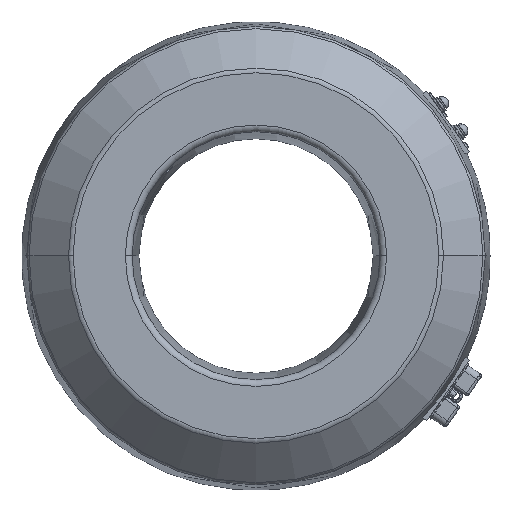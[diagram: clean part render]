
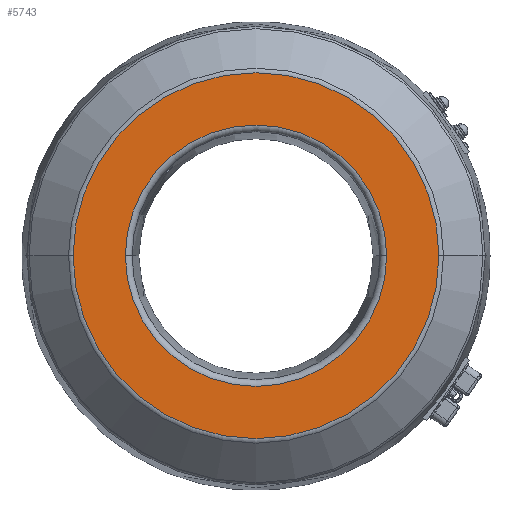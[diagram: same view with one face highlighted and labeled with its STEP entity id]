
A CAD part, top view. The second image highlights one B-rep face of the part: STEP entity #5743.
In plain terms, the highlighted planar face has unit normal (0, 0, 1).
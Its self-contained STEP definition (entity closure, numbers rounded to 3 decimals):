
#156 = EDGE_CURVE ( 'NONE', #8046, #8017, #5225, .T. ) ;
#181 = EDGE_CURVE ( 'NONE', #8061, #8010, #5300, .T. ) ;
#281 = AXIS2_PLACEMENT_3D ( 'NONE', #2062, #2157, #2115 ) ;
#303 = AXIS2_PLACEMENT_3D ( 'NONE', #2302, #2306, #2254 ) ;
#374 = AXIS2_PLACEMENT_3D ( 'NONE', #2731, #2699, #2711 ) ;
#451 = AXIS2_PLACEMENT_3D ( 'NONE', #10647, #10630, #10636 ) ;
#523 = AXIS2_PLACEMENT_3D ( 'NONE', #2808, #2838, #2818 ) ;
#2062 = CARTESIAN_POINT ( 'NONE',  ( 0., 0., 130. ) ) ;
#2115 = DIRECTION ( 'NONE',  ( 1., 0., 0. ) ) ;
#2157 = DIRECTION ( 'NONE',  ( 0., 0., -1. ) ) ;
#2254 = DIRECTION ( 'NONE',  ( 1., 0., 0. ) ) ;
#2302 = CARTESIAN_POINT ( 'NONE',  ( 0., 0., 130. ) ) ;
#2306 = DIRECTION ( 'NONE',  ( 0., 0., 1. ) ) ;
#2699 = DIRECTION ( 'NONE',  ( 0., 0., 1. ) ) ;
#2711 = DIRECTION ( 'NONE',  ( 1., 0., 0. ) ) ;
#2731 = CARTESIAN_POINT ( 'NONE',  ( 0., 0., 130. ) ) ;
#2808 = CARTESIAN_POINT ( 'NONE',  ( 0., 0., 130. ) ) ;
#2818 = DIRECTION ( 'NONE',  ( 1., 0., 0. ) ) ;
#2838 = DIRECTION ( 'NONE',  ( 0., 0., -1. ) ) ;
#3454 = CIRCLE ( 'NONE', #374, 136.544 ) ;
#3480 = CIRCLE ( 'NONE', #523, 97.525 ) ;
#3804 = FACE_OUTER_BOUND ( 'NONE', #6814, .T. ) ;
#3809 = FACE_BOUND ( 'NONE', #6235, .T. ) ;
#4400 = ORIENTED_EDGE ( 'NONE', *, *, #181, .T. ) ;
#4403 = ORIENTED_EDGE ( 'NONE', *, *, #10108, .T. ) ;
#4412 = ORIENTED_EDGE ( 'NONE', *, *, #10079, .T. ) ;
#5225 = CIRCLE ( 'NONE', #281, 97.525 ) ;
#5300 = CIRCLE ( 'NONE', #303, 136.544 ) ;
#5743 = ADVANCED_FACE ( 'NONE', ( #3804, #3809 ), #10628, .T. ) ;
#6235 = EDGE_LOOP ( 'NONE', ( #6534, #4403 ) ) ;
#6534 = ORIENTED_EDGE ( 'NONE', *, *, #156, .T. ) ;
#6814 = EDGE_LOOP ( 'NONE', ( #4412, #4400 ) ) ;
#8010 = VERTEX_POINT ( 'NONE', #9755 ) ;
#8017 = VERTEX_POINT ( 'NONE', #9789 ) ;
#8046 = VERTEX_POINT ( 'NONE', #8405 ) ;
#8061 = VERTEX_POINT ( 'NONE', #8402 ) ;
#8402 = CARTESIAN_POINT ( 'NONE',  ( -136.544, 0., 130. ) ) ;
#8405 = CARTESIAN_POINT ( 'NONE',  ( 97.525, 0., 130. ) ) ;
#9755 = CARTESIAN_POINT ( 'NONE',  ( 136.544, 0., 130. ) ) ;
#9789 = CARTESIAN_POINT ( 'NONE',  ( -97.525, 0., 130. ) ) ;
#10079 = EDGE_CURVE ( 'NONE', #8010, #8061, #3454, .T. ) ;
#10108 = EDGE_CURVE ( 'NONE', #8017, #8046, #3480, .T. ) ;
#10628 = PLANE ( 'NONE',  #451 ) ;
#10630 = DIRECTION ( 'NONE',  ( 0., 0., 1. ) ) ;
#10636 = DIRECTION ( 'NONE',  ( 1., 0., 0. ) ) ;
#10647 = CARTESIAN_POINT ( 'NONE',  ( 0., 0., 130. ) ) ;
